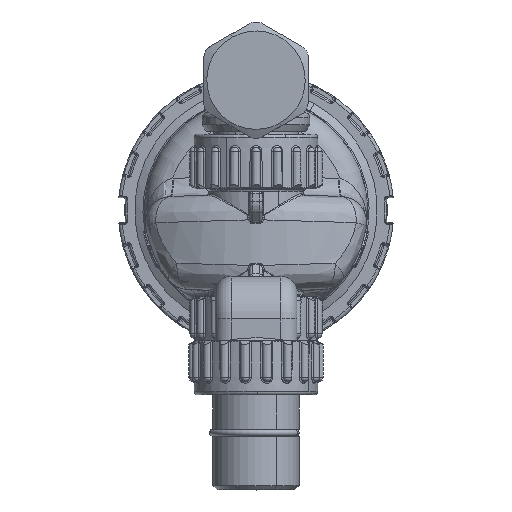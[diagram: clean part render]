
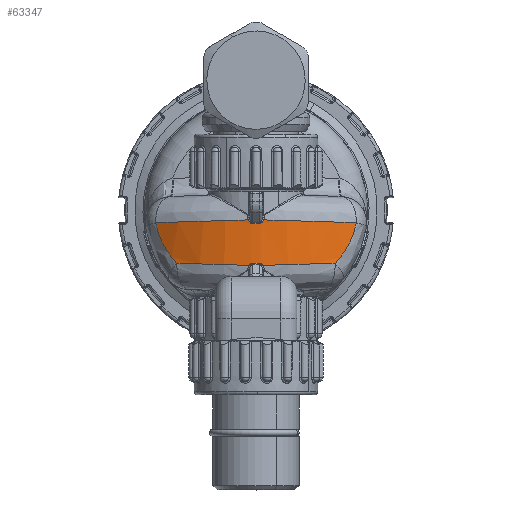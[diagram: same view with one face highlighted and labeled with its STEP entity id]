
A CAD part, top view. The second image highlights one B-rep face of the part: STEP entity #63347.
In plain terms, the highlighted cylindrical face has radius 50 mm (diameter 100 mm), a partial arc.
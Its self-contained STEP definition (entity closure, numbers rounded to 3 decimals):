
#60552=CARTESIAN_POINT('Vertex',(-24.126,-16.287,-35.746)) ;
#60556=CARTESIAN_POINT('Control Point',(-30.602,-3.903,-39.999)) ;
#60557=CARTESIAN_POINT('Control Point',(-30.548,-4.199,-39.957)) ;
#60558=CARTESIAN_POINT('Control Point',(-30.489,-4.495,-39.912)) ;
#60559=CARTESIAN_POINT('Control Point',(-30.426,-4.789,-39.863)) ;
#60560=CARTESIAN_POINT('Control Point',(-29.96,-6.78,-39.507)) ;
#60561=CARTESIAN_POINT('Control Point',(-29.271,-8.707,-38.993)) ;
#60562=CARTESIAN_POINT('Control Point',(-28.533,-10.283,-38.462)) ;
#60563=CARTESIAN_POINT('Control Point',(-27.26,-12.472,-37.6)) ;
#60564=CARTESIAN_POINT('Control Point',(-25.724,-14.489,-36.659)) ;
#60565=CARTESIAN_POINT('Control Point',(-25.215,-15.107,-36.357)) ;
#60566=CARTESIAN_POINT('Control Point',(-24.682,-15.706,-36.052)) ;
#60567=CARTESIAN_POINT('Control Point',(-24.126,-16.287,-35.746)) ;
#60568=CARTESIAN_POINT('Vertex',(-30.602,-3.903,-39.999)) ;
#61887=CARTESIAN_POINT('Vertex',(24.127,-16.287,-35.746)) ;
#61896=CARTESIAN_POINT('Vertex',(30.602,-3.903,-39.999)) ;
#61900=CARTESIAN_POINT('Control Point',(30.602,-3.903,-39.999)) ;
#61901=CARTESIAN_POINT('Control Point',(30.387,-5.093,-39.832)) ;
#61902=CARTESIAN_POINT('Control Point',(30.091,-6.266,-39.605)) ;
#61903=CARTESIAN_POINT('Control Point',(29.717,-7.414,-39.325)) ;
#61904=CARTESIAN_POINT('Control Point',(28.667,-10.048,-38.557)) ;
#61905=CARTESIAN_POINT('Control Point',(27.239,-12.495,-37.592)) ;
#61906=CARTESIAN_POINT('Control Point',(26.303,-13.834,-36.993)) ;
#61907=CARTESIAN_POINT('Control Point',(25.263,-15.099,-36.372)) ;
#61908=CARTESIAN_POINT('Control Point',(24.127,-16.287,-35.746)) ;
#63240=CARTESIAN_POINT('Axis2P3D Location',(0.,-10.,-79.54)) ;
#63246=CARTESIAN_POINT('Control Point',(24.126,-16.287,-35.746)) ;
#63247=CARTESIAN_POINT('Control Point',(19.069,-16.436,-32.96)) ;
#63248=CARTESIAN_POINT('Control Point',(13.583,-16.597,-30.953)) ;
#63249=CARTESIAN_POINT('Control Point',(7.851,-16.765,-29.824)) ;
#63250=CARTESIAN_POINT('Control Point',(2.083,-16.934,-29.584)) ;
#63251=CARTESIAN_POINT('Vertex',(2.083,-16.934,-29.584)) ;
#63255=CARTESIAN_POINT('Control Point',(30.602,-3.903,-39.999)) ;
#63256=CARTESIAN_POINT('Control Point',(24.55,-3.725,-35.315)) ;
#63257=CARTESIAN_POINT('Control Point',(17.54,-3.519,-31.866)) ;
#63258=CARTESIAN_POINT('Control Point',(9.967,-3.297,-29.95)) ;
#63259=CARTESIAN_POINT('Control Point',(2.324,-3.073,-29.594)) ;
#63260=CARTESIAN_POINT('Vertex',(2.324,-3.073,-29.594)) ;
#63264=CARTESIAN_POINT('Control Point',(2.324,-3.073,-29.594)) ;
#63265=CARTESIAN_POINT('Control Point',(2.205,-3.415,-29.589)) ;
#63266=CARTESIAN_POINT('Control Point',(2.019,-3.732,-29.581)) ;
#63267=CARTESIAN_POINT('Control Point',(1.777,-4.042,-29.57)) ;
#63268=CARTESIAN_POINT('Control Point',(1.38,-4.225,-29.558)) ;
#63269=CARTESIAN_POINT('Control Point',(0.99,-4.217,-29.55)) ;
#63270=CARTESIAN_POINT('Vertex',(0.99,-4.217,-29.55)) ;
#63274=CARTESIAN_POINT('Control Point',(0.99,-4.217,-29.55)) ;
#63275=CARTESIAN_POINT('Control Point',(0.33,-4.204,-29.537)) ;
#63276=CARTESIAN_POINT('Control Point',(-0.33,-4.204,-29.537)) ;
#63277=CARTESIAN_POINT('Control Point',(-0.99,-4.217,-29.55)) ;
#63278=CARTESIAN_POINT('Vertex',(-0.99,-4.217,-29.55)) ;
#63282=CARTESIAN_POINT('Control Point',(-0.99,-4.217,-29.55)) ;
#63283=CARTESIAN_POINT('Control Point',(-1.38,-4.225,-29.558)) ;
#63284=CARTESIAN_POINT('Control Point',(-1.777,-4.042,-29.57)) ;
#63285=CARTESIAN_POINT('Control Point',(-2.019,-3.732,-29.581)) ;
#63286=CARTESIAN_POINT('Control Point',(-2.205,-3.415,-29.589)) ;
#63287=CARTESIAN_POINT('Control Point',(-2.324,-3.073,-29.594)) ;
#63288=CARTESIAN_POINT('Vertex',(-2.324,-3.073,-29.594)) ;
#63292=CARTESIAN_POINT('Control Point',(-30.602,-3.903,-39.999)) ;
#63293=CARTESIAN_POINT('Control Point',(-24.55,-3.725,-35.315)) ;
#63294=CARTESIAN_POINT('Control Point',(-17.54,-3.519,-31.866)) ;
#63295=CARTESIAN_POINT('Control Point',(-9.967,-3.297,-29.95)) ;
#63296=CARTESIAN_POINT('Control Point',(-2.324,-3.073,-29.594)) ;
#63299=CARTESIAN_POINT('Control Point',(-24.126,-16.287,-35.746)) ;
#63300=CARTESIAN_POINT('Control Point',(-19.069,-16.436,-32.96)) ;
#63301=CARTESIAN_POINT('Control Point',(-13.583,-16.597,-30.953)) ;
#63302=CARTESIAN_POINT('Control Point',(-7.851,-16.765,-29.824)) ;
#63303=CARTESIAN_POINT('Control Point',(-2.083,-16.934,-29.584)) ;
#63304=CARTESIAN_POINT('Vertex',(-2.083,-16.934,-29.584)) ;
#63308=CARTESIAN_POINT('Control Point',(-0.99,-16.283,-29.55)) ;
#63309=CARTESIAN_POINT('Control Point',(-1.262,-16.278,-29.555)) ;
#63310=CARTESIAN_POINT('Control Point',(-1.539,-16.361,-29.563)) ;
#63311=CARTESIAN_POINT('Control Point',(-1.762,-16.528,-29.571)) ;
#63312=CARTESIAN_POINT('Control Point',(-1.941,-16.72,-29.578)) ;
#63313=CARTESIAN_POINT('Control Point',(-2.083,-16.934,-29.584)) ;
#63314=CARTESIAN_POINT('Vertex',(-0.99,-16.283,-29.55)) ;
#63318=CARTESIAN_POINT('Control Point',(-0.99,-16.283,-29.55)) ;
#63319=CARTESIAN_POINT('Control Point',(-0.33,-16.296,-29.537)) ;
#63320=CARTESIAN_POINT('Control Point',(0.33,-16.296,-29.537)) ;
#63321=CARTESIAN_POINT('Control Point',(0.99,-16.283,-29.55)) ;
#63322=CARTESIAN_POINT('Vertex',(0.99,-16.283,-29.55)) ;
#63326=CARTESIAN_POINT('Control Point',(2.083,-16.934,-29.584)) ;
#63327=CARTESIAN_POINT('Control Point',(1.941,-16.72,-29.578)) ;
#63328=CARTESIAN_POINT('Control Point',(1.762,-16.528,-29.571)) ;
#63329=CARTESIAN_POINT('Control Point',(1.539,-16.361,-29.563)) ;
#63330=CARTESIAN_POINT('Control Point',(1.262,-16.278,-29.555)) ;
#63331=CARTESIAN_POINT('Control Point',(0.99,-16.283,-29.55)) ;
#63241=DIRECTION('Axis2P3D Direction',(0.,1.,0.)) ;
#63242=DIRECTION('Axis2P3D XDirection',(-0.7,0.,0.714)) ;
#63243=AXIS2_PLACEMENT_3D('Cylinder Axis2P3D',#63240,#63241,#63242) ;
#63334=ORIENTED_EDGE('',*,*,#63253,.T.) ;
#63335=ORIENTED_EDGE('',*,*,#61909,.T.) ;
#63336=ORIENTED_EDGE('',*,*,#63262,.T.) ;
#63337=ORIENTED_EDGE('',*,*,#63272,.F.) ;
#63338=ORIENTED_EDGE('',*,*,#63280,.F.) ;
#63339=ORIENTED_EDGE('',*,*,#63290,.F.) ;
#63340=ORIENTED_EDGE('',*,*,#63297,.T.) ;
#63341=ORIENTED_EDGE('',*,*,#60570,.F.) ;
#63342=ORIENTED_EDGE('',*,*,#63306,.T.) ;
#63343=ORIENTED_EDGE('',*,*,#63316,.T.) ;
#63344=ORIENTED_EDGE('',*,*,#63324,.T.) ;
#63345=ORIENTED_EDGE('',*,*,#63332,.T.) ;
#63347=ADVANCED_FACE('PartBody',(#63346),#63244,.T.) ;
#60555=B_SPLINE_CURVE_WITH_KNOTS('',5,(#60556,#60557,#60558,#60559,#60560,#60561,#60562,#60563,#60564,#60565,#60566,#60567),.UNSPECIFIED.,.F.,.U.,(6,3,3,6),(25.514,28.003,42.422,49.049),.UNSPECIFIED.) ;
#61899=B_SPLINE_CURVE_WITH_KNOTS('',5,(#61900,#61901,#61902,#61903,#61904,#61905,#61906,#61907,#61908),.UNSPECIFIED.,.F.,.U.,(6,3,6),(6.467,16.456,30.002),.UNSPECIFIED.) ;
#63245=B_SPLINE_CURVE_WITH_KNOTS('',4,(#63246,#63247,#63248,#63249,#63250),.UNSPECIFIED.,.F.,.U.,(5,5),(27.339,57.513),.UNSPECIFIED.) ;
#63254=B_SPLINE_CURVE_WITH_KNOTS('',4,(#63255,#63256,#63257,#63258,#63259),.UNSPECIFIED.,.F.,.U.,(5,5),(42.127,82.117),.UNSPECIFIED.) ;
#63263=B_SPLINE_CURVE_WITH_KNOTS('',5,(#63264,#63265,#63266,#63267,#63268,#63269),.UNSPECIFIED.,.F.,.U.,(6,6),(3.904,6.255),.UNSPECIFIED.) ;
#63273=B_SPLINE_CURVE_WITH_KNOTS('',3,(#63274,#63275,#63276,#63277),.UNSPECIFIED.,.F.,.U.,(4,4),(60.93,63.745),.UNSPECIFIED.) ;
#63281=B_SPLINE_CURVE_WITH_KNOTS('',5,(#63282,#63283,#63284,#63285,#63286,#63287),.UNSPECIFIED.,.F.,.U.,(6,6),(5.704,8.055),.UNSPECIFIED.) ;
#63291=B_SPLINE_CURVE_WITH_KNOTS('',4,(#63292,#63293,#63294,#63295,#63296),.UNSPECIFIED.,.F.,.U.,(5,5),(40.944,80.934),.UNSPECIFIED.) ;
#63298=B_SPLINE_CURVE_WITH_KNOTS('',4,(#63299,#63300,#63301,#63302,#63303),.UNSPECIFIED.,.F.,.U.,(5,5),(27.339,57.513),.UNSPECIFIED.) ;
#63307=B_SPLINE_CURVE_WITH_KNOTS('',5,(#63308,#63309,#63310,#63311,#63312,#63313),.UNSPECIFIED.,.F.,.U.,(6,6),(5.408,7.05),.UNSPECIFIED.) ;
#63317=B_SPLINE_CURVE_WITH_KNOTS('',3,(#63318,#63319,#63320,#63321),.UNSPECIFIED.,.F.,.U.,(4,4),(62.084,64.9),.UNSPECIFIED.) ;
#63325=B_SPLINE_CURVE_WITH_KNOTS('',5,(#63326,#63327,#63328,#63329,#63330,#63331),.UNSPECIFIED.,.F.,.U.,(6,6),(3.799,5.441),.UNSPECIFIED.) ;
#63244=CYLINDRICAL_SURFACE('generated cylinder',#63243,50.) ;
#60570=EDGE_CURVE('',#60553,#60569,#60555,.F.) ;
#61909=EDGE_CURVE('',#61888,#61897,#61899,.F.) ;
#63253=EDGE_CURVE('',#63252,#61888,#63245,.F.) ;
#63262=EDGE_CURVE('',#61897,#63261,#63254,.T.) ;
#63272=EDGE_CURVE('',#63271,#63261,#63263,.F.) ;
#63280=EDGE_CURVE('',#63279,#63271,#63273,.F.) ;
#63290=EDGE_CURVE('',#63289,#63279,#63281,.F.) ;
#63297=EDGE_CURVE('',#63289,#60569,#63291,.F.) ;
#63306=EDGE_CURVE('',#60553,#63305,#63298,.T.) ;
#63316=EDGE_CURVE('',#63305,#63315,#63307,.F.) ;
#63324=EDGE_CURVE('',#63315,#63323,#63317,.T.) ;
#63332=EDGE_CURVE('',#63323,#63252,#63325,.F.) ;
#63333=EDGE_LOOP('',(#63334,#63335,#63336,#63337,#63338,#63339,#63340,#63341,#63342,#63343,#63344,#63345)) ;
#63346=FACE_OUTER_BOUND('',#63333,.T.) ;
#60553=VERTEX_POINT('',#60552) ;
#60569=VERTEX_POINT('',#60568) ;
#61888=VERTEX_POINT('',#61887) ;
#61897=VERTEX_POINT('',#61896) ;
#63252=VERTEX_POINT('',#63251) ;
#63261=VERTEX_POINT('',#63260) ;
#63271=VERTEX_POINT('',#63270) ;
#63279=VERTEX_POINT('',#63278) ;
#63289=VERTEX_POINT('',#63288) ;
#63305=VERTEX_POINT('',#63304) ;
#63315=VERTEX_POINT('',#63314) ;
#63323=VERTEX_POINT('',#63322) ;
